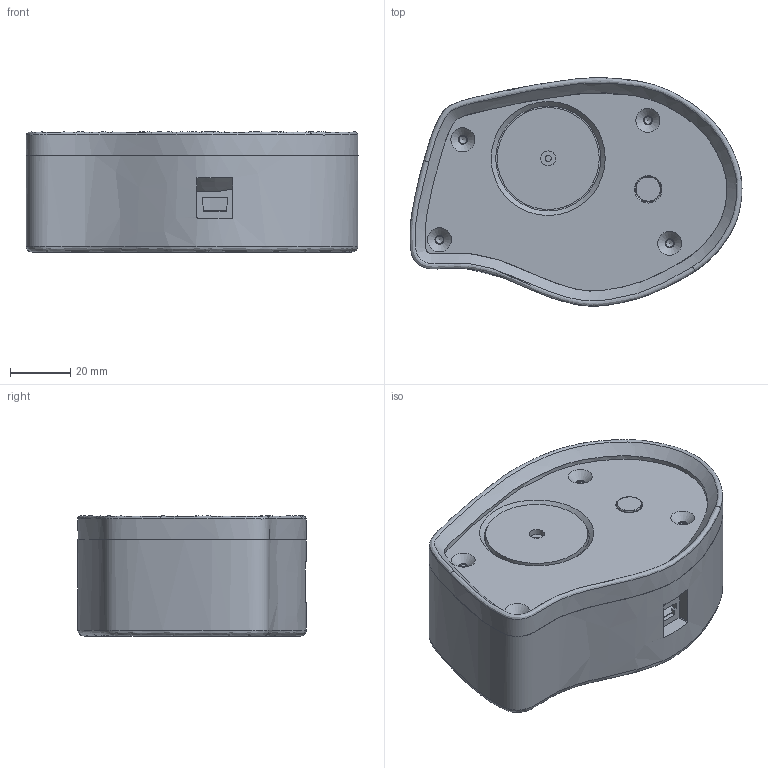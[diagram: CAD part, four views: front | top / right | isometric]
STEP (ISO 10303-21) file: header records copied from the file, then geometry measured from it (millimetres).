
FILE_DESCRIPTION(/* description */ (''),/* implementation_level */ '2;1');
FILE_NAME(/* name */ 'Procrastinator.step',/* time_stamp */ '2021-01-21T12:44:38+03:00',/* author */ (''),/* organization */ (''),/* preprocessor_version */ 'ST-DEVELOPER v18.1',/* originating_system */ 'Autodesk Translation Framework v9.7.1.1290',/* authorisation */ '');
FILE_SCHEMA (('AUTOMOTIVE_DESIGN { 1 0 10303 214 3 1 1 }'));
Length unit declared in the file: millimetre
Products named in the file (10): Procrastinator; up; down; arduino; servo; disk; button; button holder; tube; tube pin
Assembly tree (9 placements, depth 3):
  Procrastinator
    up
    down
      arduino
      servo
    disk
    button
    button holder
    tube
    tube pin
Bounding box: 110.57 x 76.1 x 39.99 mm (x, y, z)
Volume: 76314.9 mm3; surface area: 61592.4 mm2
Topology: 10 solids, 12 shells, 308 faces, 738 edges, 460 vertices
Faces by surface type: plane 140, cylinder 105, bspline 32, cone 18, torus 10, sphere 3
Full cylindrical faces by diameter (mm): 1.8 x4, 2 x15, 2.529 x4, 3 x5, 3.2 x1, 3.9 x1, 4 x1, 4.6 x1, 4.85 x1, 5 x1, 5.1 x1, 5.25 x1, 6.25 x1, 7 x1, 8 x4, 34 x1, 35 x1
Entity records: 17755 total; most frequent: CARTESIAN_POINT 10318, DIRECTION 1507, ORIENTED_EDGE 1444, EDGE_CURVE 722, AXIS2_PLACEMENT_3D 558, VERTEX_POINT 460, LINE 391, VECTOR 391
